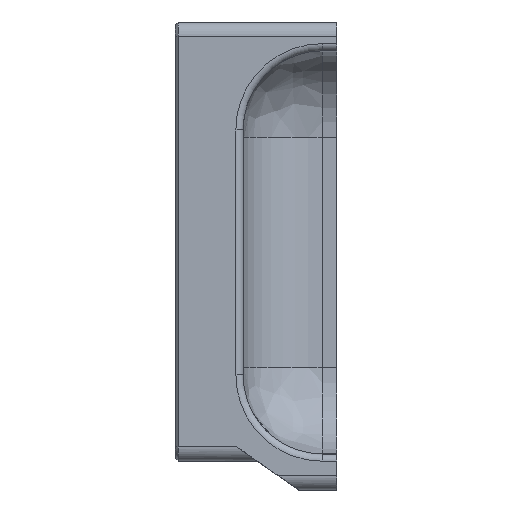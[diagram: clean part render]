
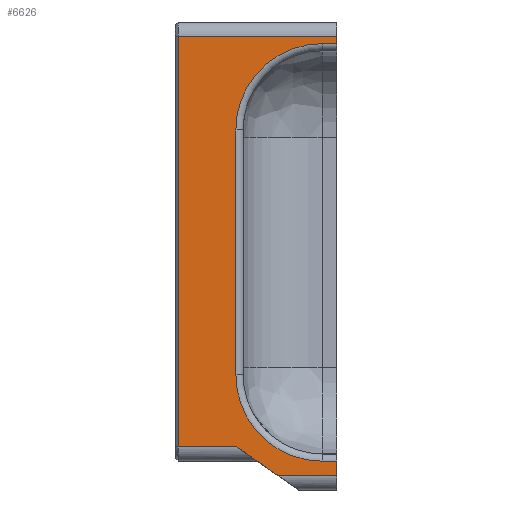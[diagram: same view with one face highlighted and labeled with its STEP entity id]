
A CAD part, left-side view. The second image highlights one B-rep face of the part: STEP entity #6626.
In plain terms, the highlighted planar face has unit normal (-1, 0, 0).
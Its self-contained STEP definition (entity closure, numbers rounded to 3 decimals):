
#180=CIRCLE('',#7033,12.);
#184=CIRCLE('',#7039,12.);
#558=FACE_OUTER_BOUND('',#943,.T.);
#943=EDGE_LOOP('',(#4493,#4494,#4495,#4496,#4497,#4498,#4499,#4500,#4501,
#4502,#4503,#4504));
#1391=LINE('',#9893,#2063);
#1393=LINE('',#9905,#2065);
#1394=LINE('',#9910,#2066);
#1397=LINE('',#9920,#2069);
#1407=LINE('',#9990,#2079);
#1409=LINE('',#9996,#2081);
#1410=LINE('',#9998,#2082);
#1411=LINE('',#9999,#2083);
#1412=LINE('',#10000,#2084);
#1413=LINE('',#10001,#2085);
#2063=VECTOR('',#7797,10.);
#2065=VECTOR('',#7811,10.);
#2066=VECTOR('',#7816,10.);
#2069=VECTOR('',#7825,10.);
#2079=VECTOR('',#7871,10.);
#2081=VECTOR('',#7877,10.);
#2082=VECTOR('',#7878,10.);
#2083=VECTOR('',#7879,10.);
#2084=VECTOR('',#7880,10.);
#2085=VECTOR('',#7881,10.);
#2748=VERTEX_POINT('',#9881);
#2750=VERTEX_POINT('',#9885);
#2752=VERTEX_POINT('',#9891);
#2754=VERTEX_POINT('',#9897);
#2756=VERTEX_POINT('',#9902);
#2757=VERTEX_POINT('',#9907);
#2760=VERTEX_POINT('',#9914);
#2762=VERTEX_POINT('',#9918);
#2777=VERTEX_POINT('',#9987);
#2778=VERTEX_POINT('',#9989);
#2780=VERTEX_POINT('',#9995);
#2781=VERTEX_POINT('',#9997);
#3396=EDGE_CURVE('',#2748,#2750,#180,.T.);
#3399=EDGE_CURVE('',#2750,#2752,#1391,.T.);
#3402=EDGE_CURVE('',#2752,#2754,#184,.T.);
#3405=EDGE_CURVE('',#2756,#2748,#1393,.T.);
#3407=EDGE_CURVE('',#2754,#2757,#1394,.T.);
#3412=EDGE_CURVE('',#2760,#2762,#1397,.T.);
#3434=EDGE_CURVE('',#2778,#2777,#1407,.T.);
#3437=EDGE_CURVE('',#2777,#2780,#1409,.T.);
#3438=EDGE_CURVE('',#2780,#2781,#1410,.T.);
#3439=EDGE_CURVE('',#2760,#2781,#1411,.T.);
#3440=EDGE_CURVE('',#2756,#2762,#1412,.T.);
#3441=EDGE_CURVE('',#2778,#2757,#1413,.T.);
#4493=ORIENTED_EDGE('',*,*,#3437,.T.);
#4494=ORIENTED_EDGE('',*,*,#3438,.T.);
#4495=ORIENTED_EDGE('',*,*,#3439,.F.);
#4496=ORIENTED_EDGE('',*,*,#3412,.T.);
#4497=ORIENTED_EDGE('',*,*,#3440,.F.);
#4498=ORIENTED_EDGE('',*,*,#3405,.T.);
#4499=ORIENTED_EDGE('',*,*,#3396,.T.);
#4500=ORIENTED_EDGE('',*,*,#3399,.T.);
#4501=ORIENTED_EDGE('',*,*,#3402,.T.);
#4502=ORIENTED_EDGE('',*,*,#3407,.T.);
#4503=ORIENTED_EDGE('',*,*,#3441,.F.);
#4504=ORIENTED_EDGE('',*,*,#3434,.T.);
#6399=PLANE('',#7066);
#6626=ADVANCED_FACE('',(#558),#6399,.F.);
#7033=AXIS2_PLACEMENT_3D('',#9887,#7790,#7791);
#7039=AXIS2_PLACEMENT_3D('',#9899,#7804,#7805);
#7066=AXIS2_PLACEMENT_3D('',#9994,#7875,#7876);
#7790=DIRECTION('center_axis',(1.,0.,0.));
#7791=DIRECTION('ref_axis',(0.,0.707,-0.707));
#7797=DIRECTION('',(0.,0.,1.));
#7804=DIRECTION('center_axis',(1.,0.,0.));
#7805=DIRECTION('ref_axis',(0.,0.707,0.707));
#7811=DIRECTION('',(0.,1.,0.));
#7816=DIRECTION('',(0.,-1.,0.));
#7825=DIRECTION('',(0.,-1.,0.));
#7871=DIRECTION('',(0.,1.,0.));
#7875=DIRECTION('center_axis',(1.,0.,0.));
#7876=DIRECTION('ref_axis',(0.,0.,
-1.));
#7877=DIRECTION('',(0.,0.,-1.));
#7878=DIRECTION('',(0.,-1.,0.));
#7879=DIRECTION('',(0.,0.819,0.574));
#7880=DIRECTION('',(0.,0.,-1.));
#7881=DIRECTION('',(0.,0.,-1.));
#9881=CARTESIAN_POINT('',(-85.5,-8.,-582.));
#9885=CARTESIAN_POINT('',(-85.5,4.,-570.));
#9887=CARTESIAN_POINT('Origin',(-85.5,-8.,-570.));
#9891=CARTESIAN_POINT('',(-85.5,4.,-536.));
#9893=CARTESIAN_POINT('',(-85.5,4.,-528.));
#9897=CARTESIAN_POINT('',(-85.5,-8.,-524.));
#9899=CARTESIAN_POINT('Origin',(-85.5,-8.,-536.));
#9902=CARTESIAN_POINT('',(-85.5,-10.,-582.));
#9905=CARTESIAN_POINT('',(-85.5,-10.,-582.));
#9907=CARTESIAN_POINT('',(-85.5,-10.,-524.));
#9910=CARTESIAN_POINT('',(-85.5,-11.5,-524.));
#9914=CARTESIAN_POINT('',(-85.5,-1.856,-584.));
#9918=CARTESIAN_POINT('',(-85.5,-10.,-584.));
#9920=CARTESIAN_POINT('',(-85.5,-10.,-584.));
#9987=CARTESIAN_POINT('',(-85.5,12.,-523.));
#9989=CARTESIAN_POINT('',(-85.5,-10.,-523.));
#9990=CARTESIAN_POINT('',(-85.5,-10.,-523.));
#9994=CARTESIAN_POINT('Origin',(-85.5,-10.,-520.));
#9995=CARTESIAN_POINT('',(-85.5,12.,-580.));
#9996=CARTESIAN_POINT('',(-85.5,12.,-536.25));
#9997=CARTESIAN_POINT('',(-85.5,3.856,-580.));
#9998=CARTESIAN_POINT('',(-85.5,-4.5,-580.));
#9999=CARTESIAN_POINT('',(-85.5,9.018,-576.386));
#10000=CARTESIAN_POINT('',(-85.5,-10.,-582.));
#10001=CARTESIAN_POINT('',(-85.5,-10.,-518.));
